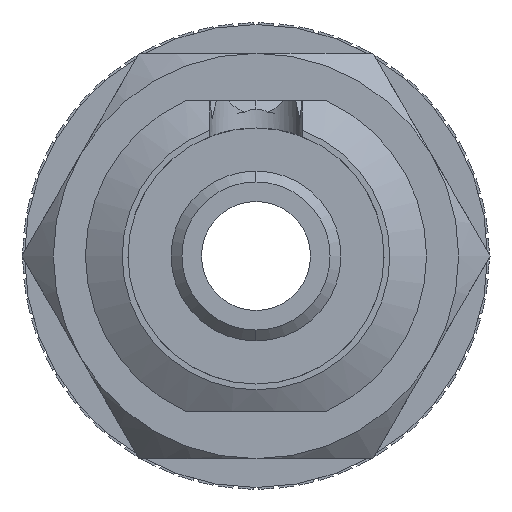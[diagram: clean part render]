
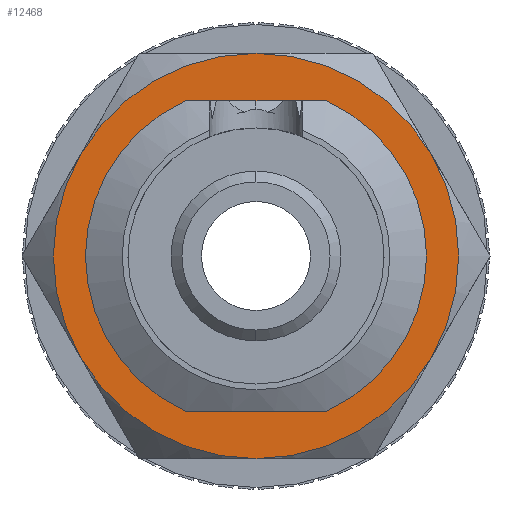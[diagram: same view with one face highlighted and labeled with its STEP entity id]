
A CAD part, front view. The second image highlights one B-rep face of the part: STEP entity #12468.
In plain terms, the highlighted face is planar.
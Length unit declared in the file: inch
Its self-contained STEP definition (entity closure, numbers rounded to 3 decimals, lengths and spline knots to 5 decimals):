
#5548 = CARTESIAN_POINT ( 'NONE',  ( 0., 0.08, -0.1425 ) ) ;
#5597 = CARTESIAN_POINT ( 'NONE',  ( 0., 0.08, 0.1425 ) ) ;
#5598 = DIRECTION ( 'NONE',  ( 0., 0., 1. ) ) ;
#5599 = DIRECTION ( 'NONE',  ( 0., 1., 0. ) ) ;
#5600 = CARTESIAN_POINT ( 'NONE',  ( 0., 0.08, 0. ) ) ;
#5601 = AXIS2_PLACEMENT_3D ( 'NONE', #5600, #5599, #5598 ) ;
#5602 = CIRCLE ( 'NONE', #5601, 0.1425 ) ;
#5802 = CARTESIAN_POINT ( 'NONE',  ( -0.16108, 0.08, -0.093 ) ) ;
#5985 = CARTESIAN_POINT ( 'NONE',  ( 0.16108, 0.08, -0.093 ) ) ;
#6140 = CARTESIAN_POINT ( 'NONE',  ( 0.16108, 0.08, 0.093 ) ) ;
#6220 = CARTESIAN_POINT ( 'NONE',  ( -0.16108, 0.08, 0.093 ) ) ;
#6280 = CARTESIAN_POINT ( 'NONE',  ( 0., 0.08, 0.186 ) ) ;
#6367 = CARTESIAN_POINT ( 'NONE',  ( 0., 0.08, -0.186 ) ) ;
#6598 = DIRECTION ( 'NONE',  ( 0., 0., 1. ) ) ;
#6599 = DIRECTION ( 'NONE',  ( 0., 1., 0. ) ) ;
#6600 = CARTESIAN_POINT ( 'NONE',  ( 0., 0.08, 0. ) ) ;
#6601 = AXIS2_PLACEMENT_3D ( 'NONE', #6600, #6599, #6598 ) ;
#6602 = CIRCLE ( 'NONE', #6601, 0.186 ) ;
#6603 = CARTESIAN_POINT ( 'NONE',  ( 0., 0.08, 0. ) ) ;
#6605 = DIRECTION ( 'NONE',  ( 0., 0., 1. ) ) ;
#6606 = DIRECTION ( 'NONE',  ( 0., 1., 0. ) ) ;
#6607 = CARTESIAN_POINT ( 'NONE',  ( 0., 0.08, 0. ) ) ;
#6608 = AXIS2_PLACEMENT_3D ( 'NONE', #6607, #6606, #6605 ) ;
#6609 = CIRCLE ( 'NONE', #6608, 0.1425 ) ;
#6610 = DIRECTION ( 'NONE',  ( 0., 0., 1. ) ) ;
#6611 = DIRECTION ( 'NONE',  ( 0., 1., 0. ) ) ;
#6612 = CARTESIAN_POINT ( 'NONE',  ( -0.21477, 0.08, 0. ) ) ;
#6613 = AXIS2_PLACEMENT_3D ( 'NONE', #6612, #6611, #6610 ) ;
#6614 = PLANE ( 'NONE',  #6613 ) ;
#6623 = FACE_BOUND ( 'NONE', #12485, .T. ) ;
#6625 = FACE_OUTER_BOUND ( 'NONE', #12472, .T. ) ;
#6649 = DIRECTION ( 'NONE',  ( 0., 0., 1. ) ) ;
#6650 = DIRECTION ( 'NONE',  ( 0., 1., 0. ) ) ;
#6651 = CARTESIAN_POINT ( 'NONE',  ( 0., 0.08, 0. ) ) ;
#6652 = AXIS2_PLACEMENT_3D ( 'NONE', #6651, #6650, #6649 ) ;
#6653 = CIRCLE ( 'NONE', #6652, 0.186 ) ;
#6654 = DIRECTION ( 'NONE',  ( 0., 0., 1. ) ) ;
#6655 = DIRECTION ( 'NONE',  ( 0., 1., 0. ) ) ;
#6656 = CARTESIAN_POINT ( 'NONE',  ( 0., 0.08, 0. ) ) ;
#6657 = AXIS2_PLACEMENT_3D ( 'NONE', #6656, #6655, #6654 ) ;
#6658 = CIRCLE ( 'NONE', #6657, 0.186 ) ;
#6659 = DIRECTION ( 'NONE',  ( 0., 0., 1. ) ) ;
#6660 = DIRECTION ( 'NONE',  ( 0., 1., 0. ) ) ;
#6661 = AXIS2_PLACEMENT_3D ( 'NONE', #6603, #6660, #6659 ) ;
#6662 = CIRCLE ( 'NONE', #6661, 0.186 ) ;
#7208 = DIRECTION ( 'NONE',  ( 0., 0., 1. ) ) ;
#7209 = DIRECTION ( 'NONE',  ( 0., 1., 0. ) ) ;
#7210 = CARTESIAN_POINT ( 'NONE',  ( 0., 0.08, 0. ) ) ;
#7211 = AXIS2_PLACEMENT_3D ( 'NONE', #7210, #7209, #7208 ) ;
#7214 = CIRCLE ( 'NONE', #7211, 0.186 ) ;
#7922 = EDGE_CURVE ( 'NONE', #12043, #12235, #13227, .T. ) ;
#11888 = VERTEX_POINT ( 'NONE', #5548 ) ;
#11893 = EDGE_CURVE ( 'NONE', #11888, #11894, #5602, .T. ) ;
#11894 = VERTEX_POINT ( 'NONE', #5597 ) ;
#12043 = VERTEX_POINT ( 'NONE', #5802 ) ;
#12127 = VERTEX_POINT ( 'NONE', #5985 ) ;
#12188 = VERTEX_POINT ( 'NONE', #6140 ) ;
#12235 = VERTEX_POINT ( 'NONE', #6220 ) ;
#12265 = VERTEX_POINT ( 'NONE', #6280 ) ;
#12302 = VERTEX_POINT ( 'NONE', #6367 ) ;
#12311 = ORIENTED_EDGE ( 'NONE', *, *, #12766, .T. ) ;
#12468 = ADVANCED_FACE ( 'NONE', ( #6623, #6625 ), #6614, .T. ) ;
#12469 = ORIENTED_EDGE ( 'NONE', *, *, #12470, .F. ) ;
#12470 = EDGE_CURVE ( 'NONE', #11894, #11888, #6609, .T. ) ;
#12471 = ORIENTED_EDGE ( 'NONE', *, *, #11893, .F. ) ;
#12472 = EDGE_LOOP ( 'NONE', ( #12474, #12476, #12478, #12480, #12311, #12765 ) ) ;
#12474 = ORIENTED_EDGE ( 'NONE', *, *, #12475, .T. ) ;
#12475 = EDGE_CURVE ( 'NONE', #12235, #12265, #6602, .T. ) ;
#12476 = ORIENTED_EDGE ( 'NONE', *, *, #12477, .T. ) ;
#12477 = EDGE_CURVE ( 'NONE', #12265, #12188, #6662, .T. ) ;
#12478 = ORIENTED_EDGE ( 'NONE', *, *, #12479, .T. ) ;
#12479 = EDGE_CURVE ( 'NONE', #12188, #12127, #6658, .T. ) ;
#12480 = ORIENTED_EDGE ( 'NONE', *, *, #12481, .T. ) ;
#12481 = EDGE_CURVE ( 'NONE', #12127, #12302, #6653, .T. ) ;
#12485 = EDGE_LOOP ( 'NONE', ( #12469, #12471 ) ) ;
#12765 = ORIENTED_EDGE ( 'NONE', *, *, #7922, .T. ) ;
#12766 = EDGE_CURVE ( 'NONE', #12302, #12043, #7214, .T. ) ;
#13223 = DIRECTION ( 'NONE',  ( 0., 0., 1. ) ) ;
#13224 = DIRECTION ( 'NONE',  ( 0., 1., 0. ) ) ;
#13225 = CARTESIAN_POINT ( 'NONE',  ( 0., 0.08, 0. ) ) ;
#13226 = AXIS2_PLACEMENT_3D ( 'NONE', #13225, #13224, #13223 ) ;
#13227 = CIRCLE ( 'NONE', #13226, 0.186 ) ;
